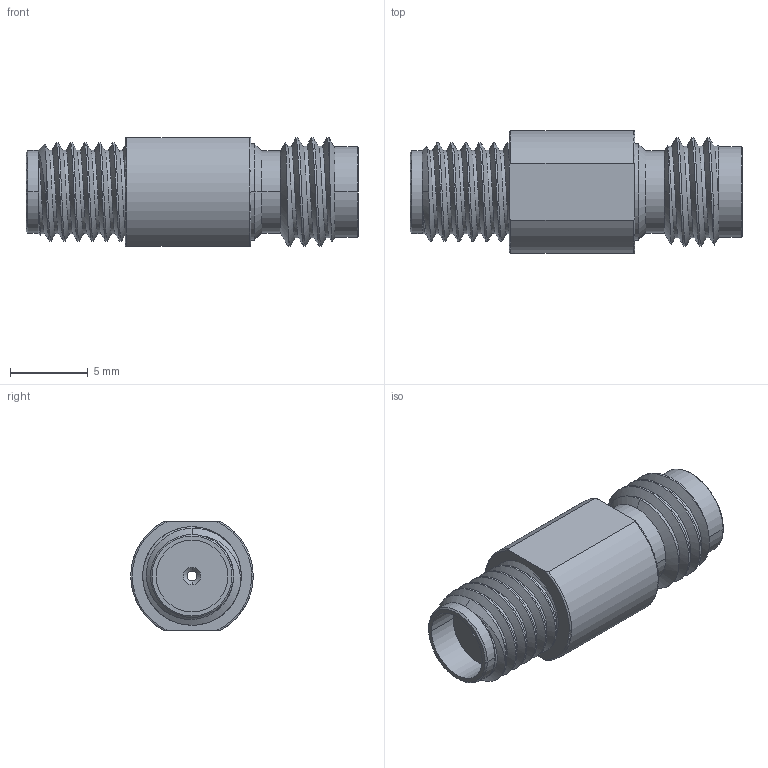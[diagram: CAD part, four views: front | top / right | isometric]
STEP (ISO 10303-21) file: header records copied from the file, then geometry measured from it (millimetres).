
FILE_DESCRIPTION (( 'STEP AP214' ), '1' );
FILE_NAME ('FMAD1633_3D.step', '2023-03-14T21:02:27', ( '' ), ( '' ), 'SwSTEP 2.0', 'SolidWorks 2022', '' );
FILE_SCHEMA (( 'AUTOMOTIVE_DESIGN' ));
Length unit declared in the file: millimetre
Products named in the file (4): 2.4 mm JACK^FMAD1633; 3.5 JACK^FMAD1633; FMAD1633_3D; ADS-185-3-185-8-10^FMAD1633
Assembly tree (3 placements, depth 2):
  FMAD1633_3D
    3.5 JACK^FMAD1633
    ADS-185-3-185-8-10^FMAD1633
    2.4 mm JACK^FMAD1633
Bounding box: 21.4 x 7.9 x 7 mm (x, y, z)
Volume: 650.6 mm3; surface area: 1115 mm2
Topology: 3 solids, 3 shells, 102 faces, 261 edges, 167 vertices
Faces by surface type: cylinder 49, cone 26, plane 11, torus 10, bspline 6
Entity records: 7113 total; most frequent: CARTESIAN_POINT 4613, ORIENTED_EDGE 522, DIRECTION 482, EDGE_CURVE 261, AXIS2_PLACEMENT_3D 202, VERTEX_POINT 167, EDGE_LOOP 110, FACE_OUTER_BOUND 102
